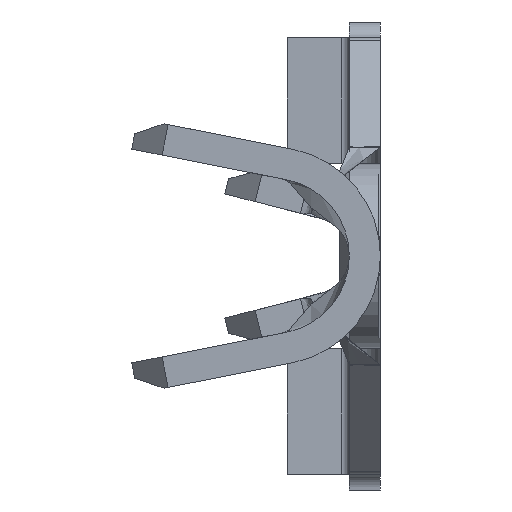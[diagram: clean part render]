
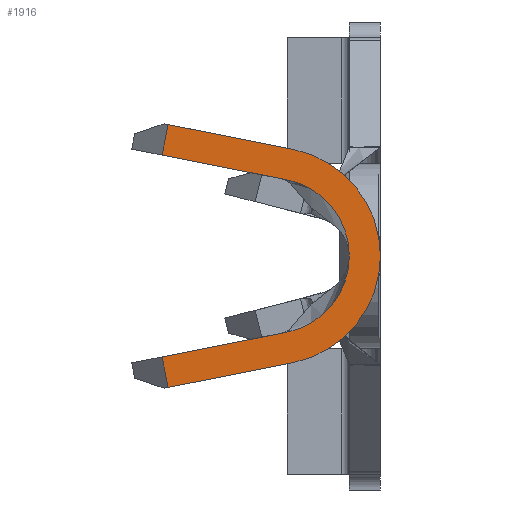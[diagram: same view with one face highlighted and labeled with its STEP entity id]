
A CAD part, left-side view. The second image highlights one B-rep face of the part: STEP entity #1916.
In plain terms, the highlighted planar face has unit normal (-1, 0, 0).
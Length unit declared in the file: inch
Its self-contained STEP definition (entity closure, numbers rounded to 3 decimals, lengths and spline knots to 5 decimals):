
#4 = ORIENTED_EDGE ( 'NONE', *, *, #3163, .T. ) ;
#363 = VERTEX_POINT ( 'NONE', #3940 ) ;
#486 = CARTESIAN_POINT ( 'NONE',  ( -0.467, 0.07, 0. ) ) ;
#516 = LINE ( 'NONE', #2810, #3567 ) ;
#541 = VECTOR ( 'NONE', #3009, 39.37008 ) ;
#649 = ORIENTED_EDGE ( 'NONE', *, *, #6528, .T. ) ;
#715 = CARTESIAN_POINT ( 'NONE',  ( -0.467, 0.06032, 0.04905 ) ) ;
#872 = LINE ( 'NONE', #3161, #3510 ) ;
#910 = CARTESIAN_POINT ( 'NONE',  ( -0.467, 0.1365, -0.08448 ) ) ;
#989 = CARTESIAN_POINT ( 'NONE',  ( -0.467, 0.05644, 0.06867 ) ) ;
#1062 = AXIS2_PLACEMENT_3D ( 'NONE', #486, #2782, #5070 ) ;
#1153 = DIRECTION ( 'NONE',  ( 0., 0., 1. ) ) ;
#1283 = VECTOR ( 'NONE', #6805, 39.37008 ) ;
#1715 = DIRECTION ( 'NONE',  ( 0., -0.194, -0.981 ) ) ;
#1916 = ADVANCED_FACE ( 'NONE', ( #3344 ), #5636, .T. ) ;
#1966 = DIRECTION ( 'NONE',  ( 0., 0.194, -0.981 ) ) ;
#1980 = EDGE_CURVE ( 'NONE', #5124, #3656, #4571, .T. ) ;
#1994 = VECTOR ( 'NONE', #1966, 39.37008 ) ;
#2004 = CARTESIAN_POINT ( 'NONE',  ( -0.467, 0.07, 0. ) ) ;
#2215 = LINE ( 'NONE', #4496, #1283 ) ;
#2338 = ORIENTED_EDGE ( 'NONE', *, *, #4723, .T. ) ;
#2378 = VECTOR ( 'NONE', #1715, 39.37008 ) ;
#2632 = ORIENTED_EDGE ( 'NONE', *, *, #6550, .T. ) ;
#2782 = DIRECTION ( 'NONE',  ( -1., 0., 0. ) ) ;
#2810 = CARTESIAN_POINT ( 'NONE',  ( -0.467, 0.06032, -0.04905 ) ) ;
#2929 = CARTESIAN_POINT ( 'NONE',  ( -0.467, 0.1365, 0.08448 ) ) ;
#3009 = DIRECTION ( 'NONE',  ( 0., -0.981, -0.194 ) ) ;
#3079 = ORIENTED_EDGE ( 'NONE', *, *, #5622, .T. ) ;
#3107 = CARTESIAN_POINT ( 'NONE',  ( -0.467, 0.14038, 0.06486 ) ) ;
#3158 = CIRCLE ( 'NONE', #6409, 0.05 ) ;
#3161 = CARTESIAN_POINT ( 'NONE',  ( -0.467, 0.05644, -0.06867 ) ) ;
#3163 = EDGE_CURVE ( 'NONE', #5767, #3787, #2215, .T. ) ;
#3185 = EDGE_CURVE ( 'NONE', #5087, #5124, #516, .T. ) ;
#3317 = CIRCLE ( 'NONE', #6571, 0.07 ) ;
#3344 = FACE_OUTER_BOUND ( 'NONE', #4414, .T. ) ;
#3360 = CARTESIAN_POINT ( 'NONE',  ( -0.467, 0.05644, -0.06867 ) ) ;
#3510 = VECTOR ( 'NONE', #5451, 39.37008 ) ;
#3567 = VECTOR ( 'NONE', #5103, 39.37008 ) ;
#3656 = VERTEX_POINT ( 'NONE', #910 ) ;
#3699 = CARTESIAN_POINT ( 'NONE',  ( -0.467, 0.07, 0. ) ) ;
#3787 = VERTEX_POINT ( 'NONE', #2929 ) ;
#3940 = CARTESIAN_POINT ( 'NONE',  ( -0.467, 0.06032, 0.04905 ) ) ;
#3956 = ORIENTED_EDGE ( 'NONE', *, *, #5282, .T. ) ;
#3959 = CARTESIAN_POINT ( 'NONE',  ( -0.467, 0.14038, -0.06486 ) ) ;
#4293 = DIRECTION ( 'NONE',  ( 1., 0., 0. ) ) ;
#4386 = ORIENTED_EDGE ( 'NONE', *, *, #3185, .T. ) ;
#4414 = EDGE_LOOP ( 'NONE', ( #4, #3956, #3079, #649, #4386, #4473, #2632, #2338 ) ) ;
#4473 = ORIENTED_EDGE ( 'NONE', *, *, #1980, .T. ) ;
#4496 = CARTESIAN_POINT ( 'NONE',  ( -0.467, 0.05644, 0.06867 ) ) ;
#4571 = LINE ( 'NONE', #6878, #2378 ) ;
#4723 = EDGE_CURVE ( 'NONE', #5098, #5767, #3317, .T. ) ;
#4814 = LINE ( 'NONE', #7133, #1994 ) ;
#5070 = DIRECTION ( 'NONE',  ( 0., 0., 1. ) ) ;
#5087 = VERTEX_POINT ( 'NONE', #6793 ) ;
#5098 = VERTEX_POINT ( 'NONE', #3360 ) ;
#5103 = DIRECTION ( 'NONE',  ( 0., 0.981, -0.194 ) ) ;
#5124 = VERTEX_POINT ( 'NONE', #3959 ) ;
#5282 = EDGE_CURVE ( 'NONE', #3787, #6002, #4814, .T. ) ;
#5451 = DIRECTION ( 'NONE',  ( 0., -0.981, 0.194 ) ) ;
#5622 = EDGE_CURVE ( 'NONE', #6002, #363, #5873, .T. ) ;
#5636 = PLANE ( 'NONE',  #1062 ) ;
#5767 = VERTEX_POINT ( 'NONE', #989 ) ;
#5873 = LINE ( 'NONE', #715, #541 ) ;
#6002 = VERTEX_POINT ( 'NONE', #3107 ) ;
#6307 = DIRECTION ( 'NONE',  ( -1., 0., 0. ) ) ;
#6409 = AXIS2_PLACEMENT_3D ( 'NONE', #2004, #4293, #6604 ) ;
#6528 = EDGE_CURVE ( 'NONE', #363, #5087, #3158, .T. ) ;
#6550 = EDGE_CURVE ( 'NONE', #3656, #5098, #872, .T. ) ;
#6571 = AXIS2_PLACEMENT_3D ( 'NONE', #3699, #6307, #1153 ) ;
#6604 = DIRECTION ( 'NONE',  ( 0., 0., 1. ) ) ;
#6793 = CARTESIAN_POINT ( 'NONE',  ( -0.467, 0.06032, -0.04905 ) ) ;
#6805 = DIRECTION ( 'NONE',  ( 0., 0.981, 0.194 ) ) ;
#6878 = CARTESIAN_POINT ( 'NONE',  ( -0.467, 0.13844, -0.07467 ) ) ;
#7133 = CARTESIAN_POINT ( 'NONE',  ( -0.467, 0.14038, 0.06486 ) ) ;
